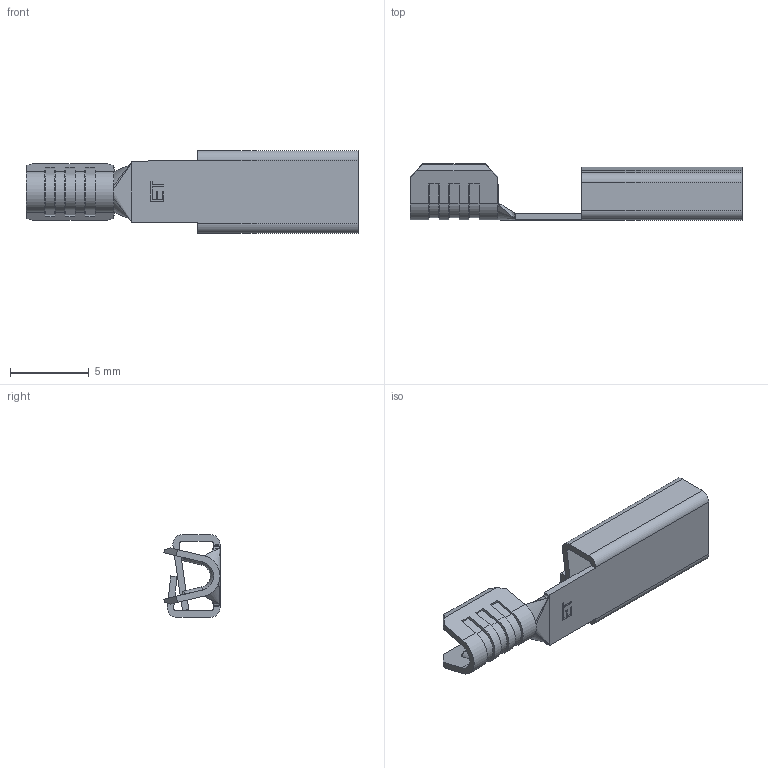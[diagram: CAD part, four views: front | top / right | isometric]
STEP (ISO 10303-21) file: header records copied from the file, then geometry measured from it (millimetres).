
FILE_DESCRIPTION (( 'STEP AP203' ), '1' );
FILE_NAME ('14109.STEP', '2015-02-05T13:28:21', ( '' ), ( '' ), 'SwSTEP 2.0', 'SolidWorks 2014', '' );
FILE_SCHEMA (( 'CONFIG_CONTROL_DESIGN' ));
Length unit declared in the file: inch
Products named in the file (1): 14109
Bounding box: 21.08 x 3.56 x 5.26 mm (x, y, z)
Volume: 93.9 mm3; surface area: 504.6 mm2
Topology: 1 solids, 1 shells, 155 faces, 395 edges, 244 vertices
Faces by surface type: plane 91, cylinder 28, torus 18, cone 10, bspline 8
Entity records: 4987 total; most frequent: CARTESIAN_POINT 1205, ORIENTED_EDGE 790, DIRECTION 746, EDGE_CURVE 395, VECTOR 276, LINE 276, VERTEX_POINT 244, AXIS2_PLACEMENT_3D 235
